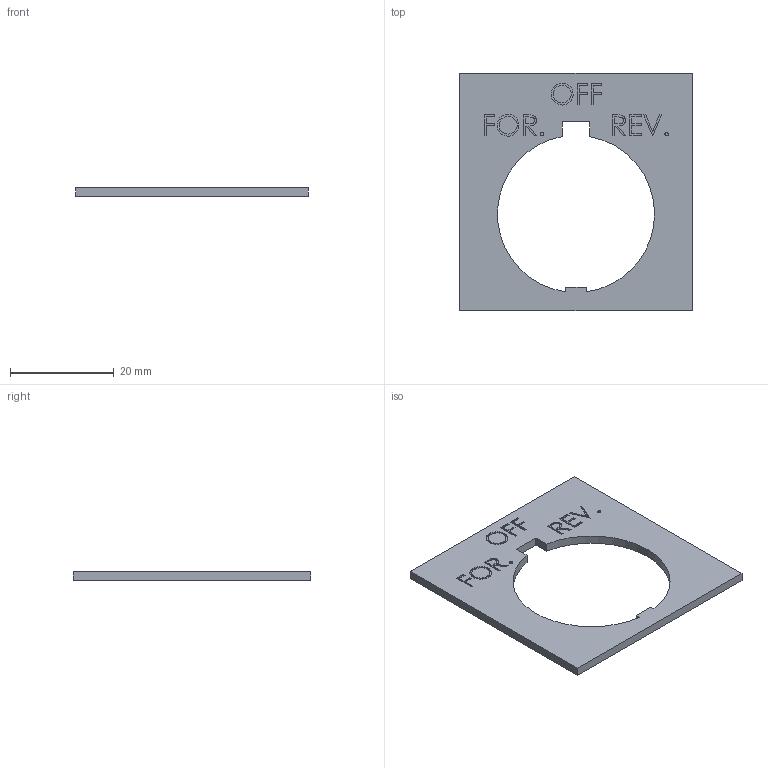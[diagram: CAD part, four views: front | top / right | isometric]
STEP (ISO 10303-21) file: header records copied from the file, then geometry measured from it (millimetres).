
FILE_DESCRIPTION (( 'STEP AP214' ), '1' );
FILE_NAME ('HT8SP50.step', '2018-07-05T19:50:00', ( '' ), ( '' ), 'SwSTEP 2.0', 'SolidWorks 2017', '' );
FILE_SCHEMA (( 'AUTOMOTIVE_DESIGN' ));
Length unit declared in the file: millimetre
Products named in the file (1): HT8SP50
Bounding box: 44.8 x 45.75 x 1.7 mm (x, y, z)
Volume: 2232.1 mm3; surface area: 3162.9 mm2
Topology: 1 solids, 1 shells, 135 faces, 354 edges, 236 vertices
Faces by surface type: plane 98, bspline 34, cylinder 3
Entity records: 7568 total; most frequent: CARTESIAN_POINT 3144, ORIENTED_EDGE 708, DIRECTION 496, EDGE_CURVE 354, VECTOR 280, LINE 280, VERTEX_POINT 236, EDGE_LOOP 152
